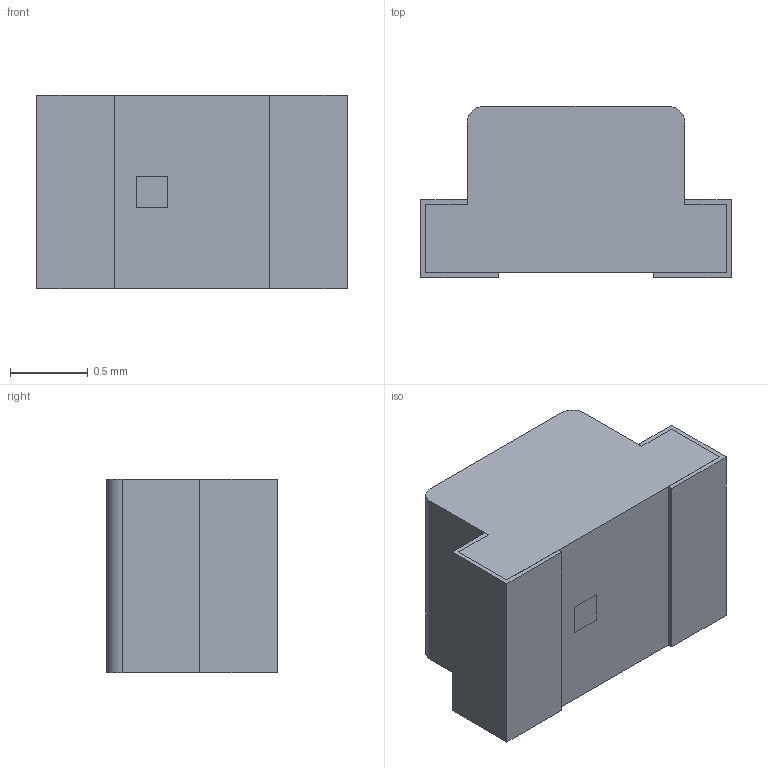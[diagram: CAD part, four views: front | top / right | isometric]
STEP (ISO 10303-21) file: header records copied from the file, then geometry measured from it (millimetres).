
FILE_DESCRIPTION (( 'STEP AP214' ), '1' );
FILE_NAME ('LTST-C171KRKT.STEP', '2023-06-29T03:27:40', ( '' ), ( '' ), 'SwSTEP 2.0', 'SolidWorks 2013', '' );
FILE_SCHEMA (( 'AUTOMOTIVE_DESIGN' ));
Length unit declared in the file: millimetre
Products named in the file (1): LTST-C171KRKT
Bounding box: 2 x 1.1 x 1.25 mm (x, y, z)
Volume: 2.3 mm3; surface area: 17.5 mm2
Topology: 4 solids, 4 shells, 43 faces, 102 edges, 68 vertices
Faces by surface type: plane 41, cylinder 2
Entity records: 1754 total; most frequent: CARTESIAN_POINT 214, ORIENTED_EDGE 204, DIRECTION 194, EDGE_CURVE 102, VECTOR 98, LINE 98, VERTEX_POINT 68, UNCERTAINTY_MEASURE_WITH_UNIT 49
